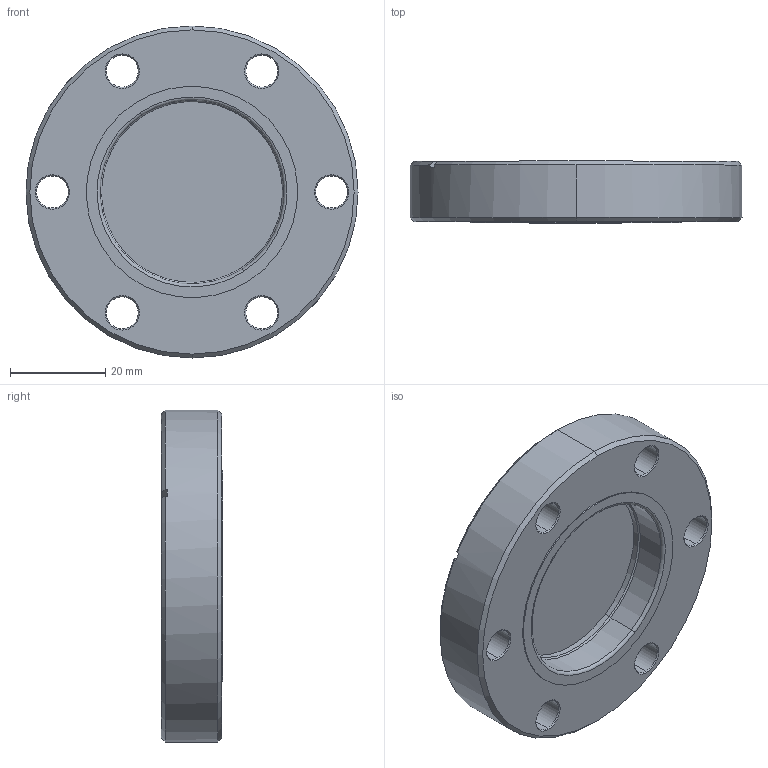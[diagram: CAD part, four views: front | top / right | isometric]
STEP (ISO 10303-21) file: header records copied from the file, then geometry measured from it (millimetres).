
FILE_DESCRIPTION (( 'STEP AP203' ), '1' );
FILE_NAME ('A6944-1-CF.STEP', '2019-08-07T14:48:49', ( '' ), ( '' ), 'SwSTEP 2.0', 'SolidWorks 2019', '' );
FILE_SCHEMA (( 'CONFIG_CONTROL_DESIGN' ));
Length unit declared in the file: inch
Products named in the file (1): A6944-1-CF
Bounding box: 69.85 x 12.95 x 69.85 mm (x, y, z)
Volume: 32491 mm3; surface area: 12974.3 mm2
Topology: 1 solids, 1 shells, 77 faces, 176 edges, 105 vertices
Faces by surface type: cone 33, cylinder 28, plane 14, torus 2
Entity records: 2278 total; most frequent: DIRECTION 425, CARTESIAN_POINT 371, ORIENTED_EDGE 352, EDGE_CURVE 176, AXIS2_PLACEMENT_3D 175, VERTEX_POINT 105, CIRCLE 97, EDGE_LOOP 93
